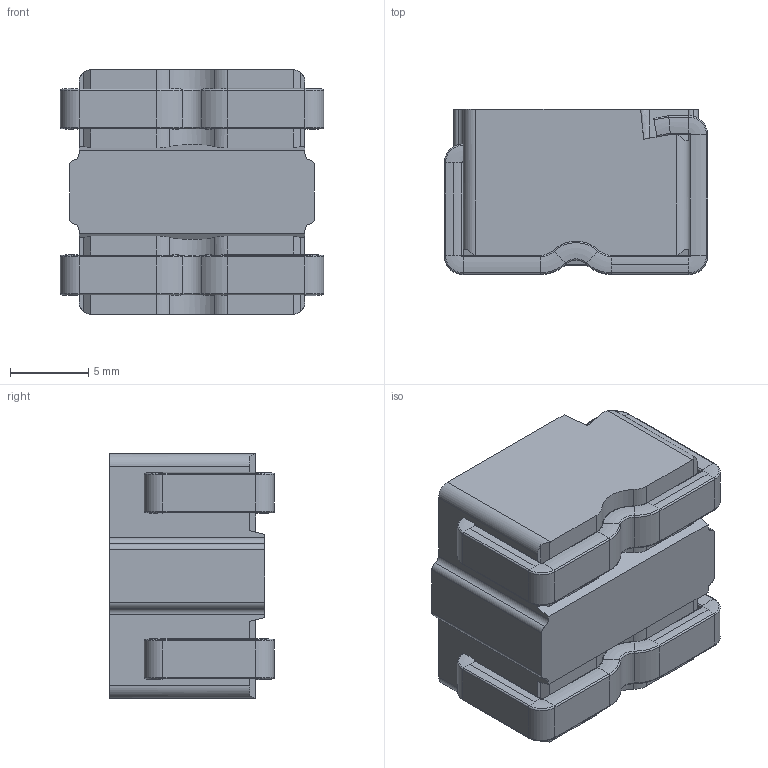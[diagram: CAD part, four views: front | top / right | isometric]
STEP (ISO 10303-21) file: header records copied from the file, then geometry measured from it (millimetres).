
FILE_DESCRIPTION (( 'STEP AP214' ), '1' );
FILE_NAME ('ETQPAMR68JFW.STEP', '2024-01-18T02:47:49', ( '' ), ( '' ), 'SwSTEP 2.0', 'SolidWorks 2022', '' );
FILE_SCHEMA (( 'AUTOMOTIVE_DESIGN' ));
Length unit declared in the file: millimetre
Products named in the file (1): ETQPAMR68JFW
Bounding box: 16.8 x 10.5 x 15.6 mm (x, y, z)
Volume: 2312.7 mm3; surface area: 1545.8 mm2
Topology: 3 solids, 3 shells, 266 faces, 608 edges, 332 vertices
Faces by surface type: cylinder 118, torus 84, plane 62, bspline 2
Entity records: 10306 total; most frequent: DIRECTION 1390, CARTESIAN_POINT 1367, ORIENTED_EDGE 1184, EDGE_CURVE 592, AXIS2_PLACEMENT_3D 567, VERTEX_POINT 332, CIRCLE 302, UNCERTAINTY_MEASURE_WITH_UNIT 271
